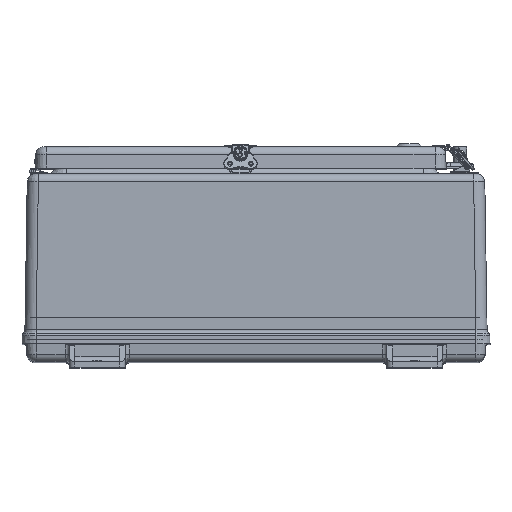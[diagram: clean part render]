
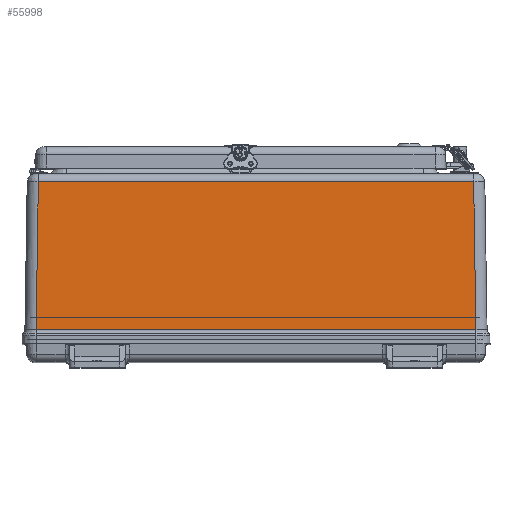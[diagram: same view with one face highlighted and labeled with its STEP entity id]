
A CAD part, top view. The second image highlights one B-rep face of the part: STEP entity #55998.
In plain terms, the highlighted planar face has unit normal (0, 0.015, 1).
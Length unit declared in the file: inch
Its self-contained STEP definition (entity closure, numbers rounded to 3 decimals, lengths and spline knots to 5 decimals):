
#590 = ORIENTED_EDGE ( 'NONE', *, *, #15758, .T. ) ;
#703 = EDGE_CURVE ( 'NONE', #2554, #49837, #10506, .T. ) ;
#2554 = VERTEX_POINT ( 'NONE', #63135 ) ;
#3822 = AXIS2_PLACEMENT_3D ( 'NONE', #42199, #64268, #36950 ) ;
#5026 = VECTOR ( 'NONE', #42057, 39.37008 ) ;
#9258 = PLANE ( 'NONE',  #3822 ) ;
#9539 = EDGE_CURVE ( 'NONE', #27435, #40383, #38844, .T. ) ;
#10506 = LINE ( 'NONE', #53261, #5026 ) ;
#11851 = VECTOR ( 'NONE', #48992, 39.37008 ) ;
#15758 = EDGE_CURVE ( 'NONE', #54112, #40383, #48254, .T. ) ;
#18318 = EDGE_CURVE ( 'NONE', #65177, #2554, #19738, .T. ) ;
#19738 = LINE ( 'NONE', #29585, #61022 ) ;
#20354 = ORIENTED_EDGE ( 'NONE', *, *, #9539, .F. ) ;
#27435 = VERTEX_POINT ( 'NONE', #30407 ) ;
#27617 = CARTESIAN_POINT ( 'NONE',  ( 9.86847, -0.0037, 15.24056 ) ) ;
#27787 = CARTESIAN_POINT ( 'NONE',  ( -9.86847, -0.0074, 15.24061 ) ) ;
#28541 = ORIENTED_EDGE ( 'NONE', *, *, #703, .T. ) ;
#29109 = ORIENTED_EDGE ( 'NONE', *, *, #18318, .T. ) ;
#29585 = CARTESIAN_POINT ( 'NONE',  ( -10.36845, 6.63079, 15.13809 ) ) ;
#30407 = CARTESIAN_POINT ( 'NONE',  ( 9.86849, 0., 15.2405 ) ) ;
#35876 = DIRECTION ( 'NONE',  ( -1., 0., 0. ) ) ;
#36727 = CARTESIAN_POINT ( 'NONE',  ( -10.36845, -0.0074, 15.24061 ) ) ;
#36950 = DIRECTION ( 'NONE',  ( 0., -1., 0.015 ) ) ;
#38491 = VECTOR ( 'NONE', #41976, 39.37008 ) ;
#38844 = LINE ( 'NONE', #27617, #11851 ) ;
#40383 = VERTEX_POINT ( 'NONE', #53931 ) ;
#41050 = CARTESIAN_POINT ( 'NONE',  ( 9.86616, 0.15234, 15.23815 ) ) ;
#41756 = LINE ( 'NONE', #42793, #52763 ) ;
#41976 = DIRECTION ( 'NONE',  ( 1., 0., 0. ) ) ;
#42057 = DIRECTION ( 'NONE',  ( -0.015, -1., 0.015 ) ) ;
#42199 = CARTESIAN_POINT ( 'NONE',  ( -10.36845, 0., 15.2405 ) ) ;
#42793 = CARTESIAN_POINT ( 'NONE',  ( -9.86847, -0.0037, 15.24056 ) ) ;
#44376 = ORIENTED_EDGE ( 'NONE', *, *, #65454, .F. ) ;
#46157 = VECTOR ( 'NONE', #62437, 39.37008 ) ;
#46295 = LINE ( 'NONE', #41050, #46157 ) ;
#47082 = CARTESIAN_POINT ( 'NONE',  ( 9.7661, 6.63079, 15.13809 ) ) ;
#48254 = LINE ( 'NONE', #36727, #38491 ) ;
#48992 = DIRECTION ( 'NONE',  ( 0., -1., 0.015 ) ) ;
#49837 = VERTEX_POINT ( 'NONE', #60232 ) ;
#52763 = VECTOR ( 'NONE', #64182, 39.37008 ) ;
#53261 = CARTESIAN_POINT ( 'NONE',  ( -9.7661, 6.63079, 15.13809 ) ) ;
#53931 = CARTESIAN_POINT ( 'NONE',  ( 9.86847, -0.0074, 15.24061 ) ) ;
#54107 = EDGE_LOOP ( 'NONE', ( #28541, #44376, #590, #20354, #61718, #29109 ) ) ;
#54112 = VERTEX_POINT ( 'NONE', #27787 ) ;
#55462 = EDGE_CURVE ( 'NONE', #65177, #27435, #46295, .T. ) ;
#55998 = ADVANCED_FACE ( 'NONE', ( #57271 ), #9258, .T. ) ;
#57271 = FACE_OUTER_BOUND ( 'NONE', #54107, .T. ) ;
#60232 = CARTESIAN_POINT ( 'NONE',  ( -9.86849, 0., 15.2405 ) ) ;
#61022 = VECTOR ( 'NONE', #35876, 39.37008 ) ;
#61718 = ORIENTED_EDGE ( 'NONE', *, *, #55462, .F. ) ;
#62437 = DIRECTION ( 'NONE',  ( 0.015, -1., 0.015 ) ) ;
#63135 = CARTESIAN_POINT ( 'NONE',  ( -9.7661, 6.63079, 15.13809 ) ) ;
#64182 = DIRECTION ( 'NONE',  ( 0., 1., -0.015 ) ) ;
#64268 = DIRECTION ( 'NONE',  ( 0., 0.015, 1. ) ) ;
#65177 = VERTEX_POINT ( 'NONE', #47082 ) ;
#65454 = EDGE_CURVE ( 'NONE', #54112, #49837, #41756, .T. ) ;
